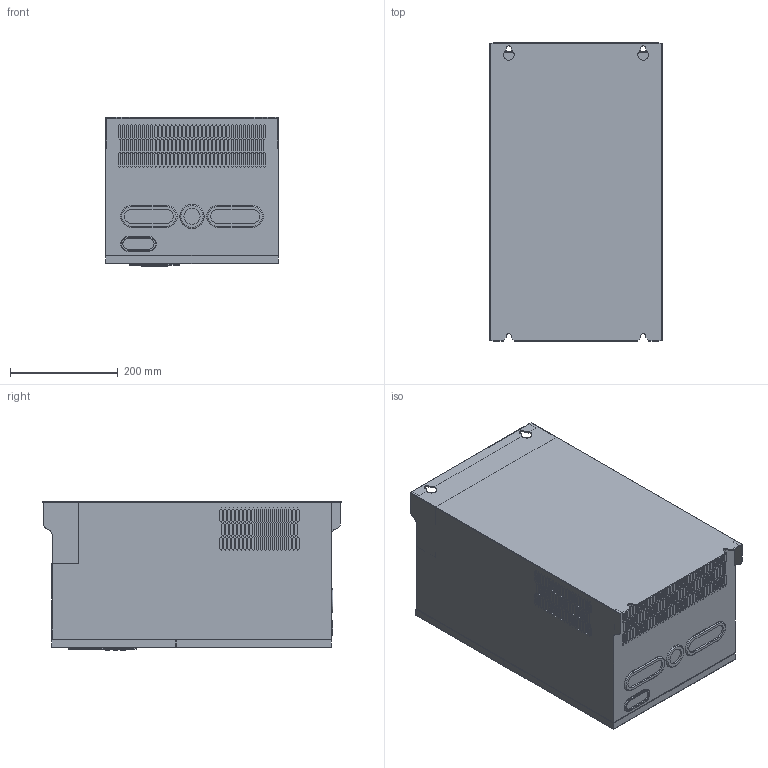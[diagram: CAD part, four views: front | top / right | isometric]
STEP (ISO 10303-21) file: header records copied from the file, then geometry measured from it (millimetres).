
FILE_DESCRIPTION (( 'STEP AP203' ), '1' );
FILE_NAME ('Ï× Ê750 380Â 3Ô 45-55 êÂò 91-112À ONI.STEP', '2023-01-12T12:41:41', ( '' ), ( '' ), 'SwSTEP 2.0', 'SolidWorks 2022', '' );
FILE_SCHEMA (( 'CONFIG_CONTROL_DESIGN' ));
Length unit declared in the file: millimetre
Products named in the file (1): ПЧ К750 380В 3Ф 45-55 кВт 91-112А ONI
Bounding box: 320 x 555 x 277 mm (x, y, z)
Volume: 44022221.9 mm3; surface area: 931932.7 mm2
Topology: 1 solids, 1 shells, 3079 faces, 8156 edges, 5396 vertices
Faces by surface type: plane 2392, cylinder 661, torus 12, sphere 10, bspline 4
Entity records: 94795 total; most frequent: CARTESIAN_POINT 16922, ORIENTED_EDGE 16300, DIRECTION 15622, EDGE_CURVE 8150, VECTOR 6798, LINE 6798, VERTEX_POINT 5396, AXIS2_PLACEMENT_3D 4412
